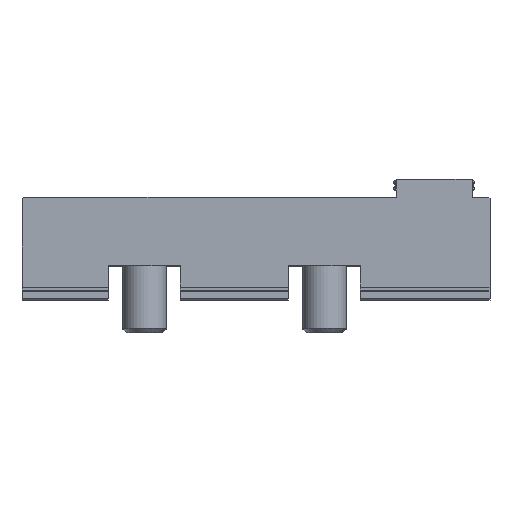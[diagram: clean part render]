
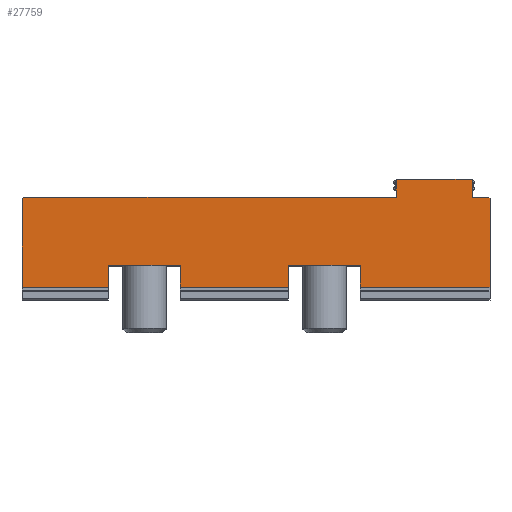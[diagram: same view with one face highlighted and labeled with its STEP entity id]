
A CAD part, top view. The second image highlights one B-rep face of the part: STEP entity #27759.
In plain terms, the highlighted planar face has unit normal (0, 0, 1).
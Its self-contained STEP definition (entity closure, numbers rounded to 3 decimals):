
#1602=PLANE('',#29699);
#2818=FACE_OUTER_BOUND('',#4296,.T.);
#4296=EDGE_LOOP('',(#20353,#20354,#20355,#20356,#20357,#20358,#20359,#20360,
#20361,#20362,#20363,#20364,#20365,#20366,#20367,#20368,#20369,#20370,#20371,
#20372));
#5903=LINE('',#42703,#8340);
#5905=LINE('',#42707,#8342);
#5939=LINE('',#42796,#8376);
#6043=LINE('',#43120,#8480);
#6056=LINE('',#43164,#8493);
#6109=LINE('',#43288,#8546);
#6118=LINE('',#43306,#8555);
#6137=LINE('',#43346,#8574);
#6184=LINE('',#43447,#8621);
#6192=LINE('',#43462,#8629);
#6196=LINE('',#43469,#8633);
#6200=LINE('',#43476,#8637);
#6201=LINE('',#43482,#8638);
#6202=LINE('',#43484,#8639);
#6203=LINE('',#43485,#8640);
#6204=LINE('',#43487,#8641);
#6205=LINE('',#43488,#8642);
#6206=LINE('',#43490,#8643);
#6207=LINE('',#43492,#8644);
#6208=LINE('',#43493,#8645);
#8340=VECTOR('',#33418,10.);
#8342=VECTOR('',#33422,10.);
#8376=VECTOR('',#33484,10.);
#8480=VECTOR('',#33818,10.);
#8493=VECTOR('',#33873,10.);
#8546=VECTOR('',#33972,10.);
#8555=VECTOR('',#33985,10.);
#8574=VECTOR('',#34012,10.);
#8621=VECTOR('',#34101,10.);
#8629=VECTOR('',#34111,10.);
#8633=VECTOR('',#34117,10.);
#8637=VECTOR('',#34125,10.);
#8638=VECTOR('',#34132,10.);
#8639=VECTOR('',#34133,10.);
#8640=VECTOR('',#34134,10.);
#8641=VECTOR('',#34135,10.);
#8642=VECTOR('',#34136,10.);
#8643=VECTOR('',#34137,10.);
#8644=VECTOR('',#34138,10.);
#8645=VECTOR('',#34139,10.);
#11343=VERTEX_POINT('',#42700);
#11344=VERTEX_POINT('',#42702);
#11345=VERTEX_POINT('',#42706);
#11386=VERTEX_POINT('',#42794);
#11490=VERTEX_POINT('',#43117);
#11491=VERTEX_POINT('',#43119);
#11548=VERTEX_POINT('',#43285);
#11549=VERTEX_POINT('',#43287);
#11555=VERTEX_POINT('',#43303);
#11556=VERTEX_POINT('',#43305);
#11572=VERTEX_POINT('',#43343);
#11573=VERTEX_POINT('',#43345);
#11605=VERTEX_POINT('',#43444);
#11606=VERTEX_POINT('',#43446);
#11611=VERTEX_POINT('',#43459);
#11612=VERTEX_POINT('',#43461);
#11618=VERTEX_POINT('',#43483);
#11619=VERTEX_POINT('',#43486);
#11620=VERTEX_POINT('',#43489);
#11621=VERTEX_POINT('',#43491);
#14414=EDGE_CURVE('',#11343,#11344,#5903,.T.);
#14416=EDGE_CURVE('',#11344,#11345,#5905,.T.);
#14463=EDGE_CURVE('',#11386,#11343,#5939,.T.);
#14627=EDGE_CURVE('',#11490,#11491,#6043,.T.);
#14649=EDGE_CURVE('',#11345,#11490,#6056,.T.);
#14709=EDGE_CURVE('',#11548,#11549,#6109,.T.);
#14718=EDGE_CURVE('',#11555,#11556,#6118,.T.);
#14738=EDGE_CURVE('',#11573,#11572,#6137,.T.);
#14789=EDGE_CURVE('',#11606,#11605,#6184,.T.);
#14797=EDGE_CURVE('',#11611,#11612,#6192,.T.);
#14801=EDGE_CURVE('',#11573,#11611,#6196,.T.);
#14805=EDGE_CURVE('',#11572,#11606,#6200,.T.);
#14808=EDGE_CURVE('',#11556,#11605,#6201,.T.);
#14809=EDGE_CURVE('',#11618,#11555,#6202,.T.);
#14810=EDGE_CURVE('',#11491,#11618,#6203,.T.);
#14811=EDGE_CURVE('',#11619,#11386,#6204,.T.);
#14812=EDGE_CURVE('',#11549,#11619,#6205,.T.);
#14813=EDGE_CURVE('',#11620,#11548,#6206,.T.);
#14814=EDGE_CURVE('',#11621,#11620,#6207,.T.);
#14815=EDGE_CURVE('',#11612,#11621,#6208,.T.);
#20353=ORIENTED_EDGE('',*,*,#14738,.T.);
#20354=ORIENTED_EDGE('',*,*,#14805,.T.);
#20355=ORIENTED_EDGE('',*,*,#14789,.T.);
#20356=ORIENTED_EDGE('',*,*,#14808,.F.);
#20357=ORIENTED_EDGE('',*,*,#14718,.F.);
#20358=ORIENTED_EDGE('',*,*,#14809,.F.);
#20359=ORIENTED_EDGE('',*,*,#14810,.F.);
#20360=ORIENTED_EDGE('',*,*,#14627,.F.);
#20361=ORIENTED_EDGE('',*,*,#14649,.F.);
#20362=ORIENTED_EDGE('',*,*,#14416,.F.);
#20363=ORIENTED_EDGE('',*,*,#14414,.F.);
#20364=ORIENTED_EDGE('',*,*,#14463,.F.);
#20365=ORIENTED_EDGE('',*,*,#14811,.F.);
#20366=ORIENTED_EDGE('',*,*,#14812,.F.);
#20367=ORIENTED_EDGE('',*,*,#14709,.F.);
#20368=ORIENTED_EDGE('',*,*,#14813,.F.);
#20369=ORIENTED_EDGE('',*,*,#14814,.F.);
#20370=ORIENTED_EDGE('',*,*,#14815,.F.);
#20371=ORIENTED_EDGE('',*,*,#14797,.F.);
#20372=ORIENTED_EDGE('',*,*,#14801,.F.);
#27759=ADVANCED_FACE('',(#2818),#1602,.T.);
#29699=AXIS2_PLACEMENT_3D('',#43481,#34130,#34131);
#33418=DIRECTION('',(0.707,0.707,0.));
#33422=DIRECTION('',(1.,0.,0.));
#33484=DIRECTION('',(0.,1.,0.));
#33818=DIRECTION('',(0.,-1.,0.));
#33873=DIRECTION('',(0.707,-0.707,0.));
#33972=DIRECTION('',(0.,1.,0.));
#33985=DIRECTION('',(0.,-1.,0.));
#34012=DIRECTION('',(0.,1.,0.));
#34101=DIRECTION('',(0.,-1.,0.));
#34111=DIRECTION('',(0.,1.,0.));
#34117=DIRECTION('',(-1.,0.,0.));
#34125=DIRECTION('',(1.,0.,0.));
#34130=DIRECTION('center_axis',(0.,0.,1.));
#34131=DIRECTION('ref_axis',(1.,0.,0.));
#34132=DIRECTION('',(-1.,0.,0.));
#34133=DIRECTION('',(0.707,-0.707,0.));
#34134=DIRECTION('',(1.,0.,0.));
#34135=DIRECTION('',(1.,0.,0.));
#34136=DIRECTION('',(0.707,0.707,0.));
#34137=DIRECTION('',(-1.,0.,0.));
#34138=DIRECTION('',(0.,-1.,0.));
#34139=DIRECTION('',(-1.,0.,0.));
#42700=CARTESIAN_POINT('',(104.,29.5,80.));
#42702=CARTESIAN_POINT('',(104.5,30.,80.));
#42703=CARTESIAN_POINT('',(90.414,15.914,80.));
#42706=CARTESIAN_POINT('',(124.5,30.,80.));
#42707=CARTESIAN_POINT('',(125.,30.,80.));
#42794=CARTESIAN_POINT('',(104.,25.,80.));
#42796=CARTESIAN_POINT('',(104.,30.,80.));
#43117=CARTESIAN_POINT('',(125.,29.5,80.));
#43119=CARTESIAN_POINT('',(125.,25.,80.));
#43120=CARTESIAN_POINT('',(125.,25.,80.));
#43164=CARTESIAN_POINT('',(114.021,40.479,80.));
#43285=CARTESIAN_POINT('',(0.,0.,80.));
#43287=CARTESIAN_POINT('',(0.,24.5,80.));
#43288=CARTESIAN_POINT('',(0.,25.,80.));
#43303=CARTESIAN_POINT('',(130.,24.5,80.));
#43305=CARTESIAN_POINT('',(130.,0.,80.));
#43306=CARTESIAN_POINT('',(130.,0.,80.));
#43343=CARTESIAN_POINT('',(74.,6.,80.));
#43345=CARTESIAN_POINT('',(74.,0.,80.));
#43346=CARTESIAN_POINT('',(74.,9.643,80.));
#43444=CARTESIAN_POINT('',(94.,0.,80.));
#43446=CARTESIAN_POINT('',(94.,6.,80.));
#43447=CARTESIAN_POINT('',(94.,-5.191,80.));
#43459=CARTESIAN_POINT('',(44.,0.,80.));
#43461=CARTESIAN_POINT('',(44.,6.,80.));
#43462=CARTESIAN_POINT('',(44.,6.,80.));
#43469=CARTESIAN_POINT('',(44.,0.,80.));
#43476=CARTESIAN_POINT('',(79.685,6.,80.));
#43481=CARTESIAN_POINT('Origin',(65.37,13.286,80.));
#43482=CARTESIAN_POINT('',(44.,0.,80.));
#43483=CARTESIAN_POINT('',(129.5,25.,80.));
#43484=CARTESIAN_POINT('',(116.521,37.979,80.));
#43485=CARTESIAN_POINT('',(130.,25.,80.));
#43486=CARTESIAN_POINT('',(0.5,25.,80.));
#43487=CARTESIAN_POINT('',(104.,25.,80.));
#43488=CARTESIAN_POINT('',(13.664,38.164,80.));
#43489=CARTESIAN_POINT('',(24.,0.,80.));
#43490=CARTESIAN_POINT('',(0.,0.,80.));
#43491=CARTESIAN_POINT('',(24.,6.,80.));
#43492=CARTESIAN_POINT('',(24.,0.,80.));
#43493=CARTESIAN_POINT('',(24.,6.,80.));
